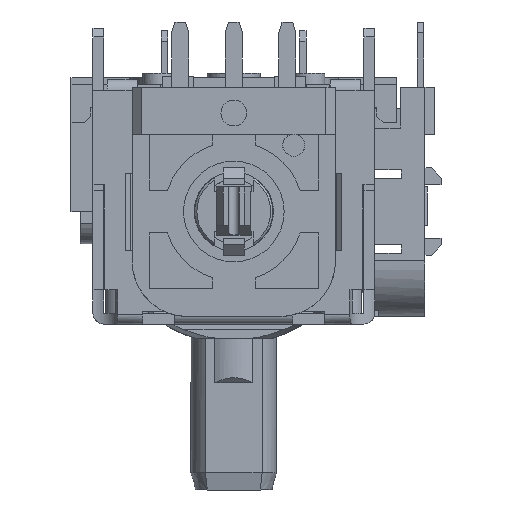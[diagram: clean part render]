
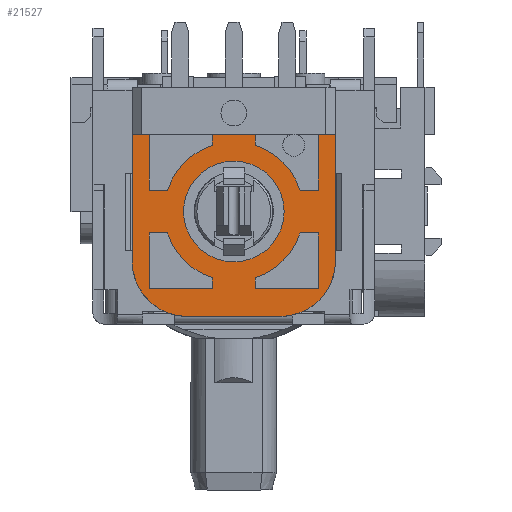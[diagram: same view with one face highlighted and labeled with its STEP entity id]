
A CAD part, front view. The second image highlights one B-rep face of the part: STEP entity #21527.
In plain terms, the highlighted planar face has unit normal (0, -1, 0).
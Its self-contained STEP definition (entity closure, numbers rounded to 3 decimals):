
#1619=LINE('',#34611,#4124);
#1622=LINE('',#34616,#4127);
#1630=LINE('',#34634,#4135);
#1668=LINE('',#34721,#4173);
#1669=LINE('',#34728,#4174);
#1670=LINE('',#34730,#4175);
#1671=LINE('',#34732,#4176);
#1672=LINE('',#34734,#4177);
#1673=LINE('',#34738,#4178);
#1674=LINE('',#34740,#4179);
#1675=LINE('',#34742,#4180);
#1676=LINE('',#34744,#4181);
#1677=LINE('',#34745,#4182);
#1678=LINE('',#34747,#4183);
#1679=LINE('',#34749,#4184);
#1680=LINE('',#34753,#4185);
#1681=LINE('',#34754,#4186);
#1682=LINE('',#34758,#4187);
#1683=LINE('',#34760,#4188);
#1684=LINE('',#34761,#4189);
#4124=VECTOR('',#26823,1000.);
#4127=VECTOR('',#26826,1000.);
#4135=VECTOR('',#26840,1000.);
#4173=VECTOR('',#26910,1000.);
#4174=VECTOR('',#26917,1000.);
#4175=VECTOR('',#26918,1000.);
#4176=VECTOR('',#26919,1000.);
#4177=VECTOR('',#26920,1000.);
#4178=VECTOR('',#26923,1000.);
#4179=VECTOR('',#26924,1000.);
#4180=VECTOR('',#26925,1000.);
#4181=VECTOR('',#26926,1000.);
#4182=VECTOR('',#26927,1000.);
#4183=VECTOR('',#26928,1000.);
#4184=VECTOR('',#26929,1000.);
#4185=VECTOR('',#26932,1000.);
#4186=VECTOR('',#26933,1000.);
#4187=VECTOR('',#26936,1000.);
#4188=VECTOR('',#26937,1000.);
#4189=VECTOR('',#26938,1000.);
#8207=ORIENTED_EDGE('',*,*,#13794,.F.);
#8208=ORIENTED_EDGE('',*,*,#13795,.F.);
#8209=ORIENTED_EDGE('',*,*,#13796,.T.);
#8210=ORIENTED_EDGE('',*,*,#13797,.T.);
#8211=ORIENTED_EDGE('',*,*,#13798,.T.);
#8212=ORIENTED_EDGE('',*,*,#13799,.T.);
#8213=ORIENTED_EDGE('',*,*,#13800,.F.);
#8214=ORIENTED_EDGE('',*,*,#13801,.T.);
#8215=ORIENTED_EDGE('',*,*,#13802,.T.);
#8216=ORIENTED_EDGE('',*,*,#13803,.T.);
#8217=ORIENTED_EDGE('',*,*,#13804,.T.);
#8218=ORIENTED_EDGE('',*,*,#13805,.F.);
#8219=ORIENTED_EDGE('',*,*,#13749,.T.);
#8220=ORIENTED_EDGE('',*,*,#13806,.T.);
#8221=ORIENTED_EDGE('',*,*,#13807,.T.);
#8222=ORIENTED_EDGE('',*,*,#13808,.F.);
#8223=ORIENTED_EDGE('',*,*,#13809,.T.);
#8224=ORIENTED_EDGE('',*,*,#13740,.T.);
#8225=ORIENTED_EDGE('',*,*,#13810,.T.);
#8226=ORIENTED_EDGE('',*,*,#13811,.F.);
#8227=ORIENTED_EDGE('',*,*,#13812,.T.);
#8228=ORIENTED_EDGE('',*,*,#13813,.T.);
#8229=ORIENTED_EDGE('',*,*,#13737,.T.);
#8230=ORIENTED_EDGE('',*,*,#13814,.T.);
#8231=ORIENTED_EDGE('',*,*,#13815,.F.);
#8232=ORIENTED_EDGE('',*,*,#13793,.F.);
#8233=ORIENTED_EDGE('',*,*,#13816,.F.);
#13737=EDGE_CURVE('',#16509,#16508,#1619,.T.);
#13740=EDGE_CURVE('',#16511,#16510,#1622,.T.);
#13749=EDGE_CURVE('',#16518,#16517,#1630,.T.);
#13793=EDGE_CURVE('',#16550,#16543,#1668,.T.);
#13794=EDGE_CURVE('',#16551,#16551,#17569,.T.);
#13795=EDGE_CURVE('',#16552,#16553,#17570,.T.);
#13796=EDGE_CURVE('',#16552,#16554,#1669,.T.);
#13797=EDGE_CURVE('',#16554,#16555,#1670,.T.);
#13798=EDGE_CURVE('',#16555,#16556,#1671,.T.);
#13799=EDGE_CURVE('',#16556,#16553,#1672,.T.);
#13800=EDGE_CURVE('',#16557,#16558,#17571,.T.);
#13801=EDGE_CURVE('',#16557,#16559,#1673,.T.);
#13802=EDGE_CURVE('',#16559,#16560,#1674,.T.);
#13803=EDGE_CURVE('',#16560,#16561,#1675,.T.);
#13804=EDGE_CURVE('',#16561,#16558,#1676,.T.);
#13805=EDGE_CURVE('',#16518,#16562,#1677,.T.);
#13806=EDGE_CURVE('',#16517,#16563,#1678,.T.);
#13807=EDGE_CURVE('',#16563,#16564,#1679,.T.);
#13808=EDGE_CURVE('',#16565,#16564,#17572,.T.);
#13809=EDGE_CURVE('',#16565,#16511,#1680,.T.);
#13810=EDGE_CURVE('',#16510,#16566,#1681,.T.);
#13811=EDGE_CURVE('',#16567,#16566,#17573,.T.);
#13812=EDGE_CURVE('',#16567,#16568,#1682,.T.);
#13813=EDGE_CURVE('',#16568,#16509,#1683,.T.);
#13814=EDGE_CURVE('',#16508,#16569,#1684,.T.);
#13815=EDGE_CURVE('',#16543,#16569,#17574,.T.);
#13816=EDGE_CURVE('',#16562,#16550,#17575,.T.);
#16508=VERTEX_POINT('',#34610);
#16509=VERTEX_POINT('',#34612);
#16510=VERTEX_POINT('',#34615);
#16511=VERTEX_POINT('',#34617);
#16517=VERTEX_POINT('',#34633);
#16518=VERTEX_POINT('',#34635);
#16543=VERTEX_POINT('',#34707);
#16550=VERTEX_POINT('',#34720);
#16551=VERTEX_POINT('',#34724);
#16552=VERTEX_POINT('',#34726);
#16553=VERTEX_POINT('',#34727);
#16554=VERTEX_POINT('',#34729);
#16555=VERTEX_POINT('',#34731);
#16556=VERTEX_POINT('',#34733);
#16557=VERTEX_POINT('',#34736);
#16558=VERTEX_POINT('',#34737);
#16559=VERTEX_POINT('',#34739);
#16560=VERTEX_POINT('',#34741);
#16561=VERTEX_POINT('',#34743);
#16562=VERTEX_POINT('',#34746);
#16563=VERTEX_POINT('',#34748);
#16564=VERTEX_POINT('',#34750);
#16565=VERTEX_POINT('',#34752);
#16566=VERTEX_POINT('',#34755);
#16567=VERTEX_POINT('',#34757);
#16568=VERTEX_POINT('',#34759);
#16569=VERTEX_POINT('',#34762);
#17569=CIRCLE('',#23029,2.35);
#17570=CIRCLE('',#23030,3.25);
#17571=CIRCLE('',#23031,3.25);
#17572=CIRCLE('',#23032,3.25);
#17573=CIRCLE('',#23033,3.25);
#17574=CIRCLE('',#23034,2.6);
#17575=CIRCLE('',#23035,2.6);
#18251=EDGE_LOOP('',(#8207));
#18252=EDGE_LOOP('',(#8208,#8209,#8210,#8211,#8212));
#18253=EDGE_LOOP('',(#8213,#8214,#8215,#8216,#8217));
#18254=EDGE_LOOP('',(#8218,#8219,#8220,#8221,#8222,#8223,#8224,#8225,#8226,
#8227,#8228,#8229,#8230,#8231,#8232,#8233));
#19495=FACE_BOUND('',#18251,.T.);
#19496=FACE_BOUND('',#18252,.T.);
#19497=FACE_BOUND('',#18253,.T.);
#19498=FACE_BOUND('',#18254,.T.);
#20552=PLANE('',#23028);
#21527=ADVANCED_FACE('',(#19495,#19496,#19497,#19498),#20552,.T.);
#23028=AXIS2_PLACEMENT_3D('',#34722,#26911,#26912);
#23029=AXIS2_PLACEMENT_3D('',#34723,#26913,#26914);
#23030=AXIS2_PLACEMENT_3D('',#34725,#26915,#26916);
#23031=AXIS2_PLACEMENT_3D('',#34735,#26921,#26922);
#23032=AXIS2_PLACEMENT_3D('',#34751,#26930,#26931);
#23033=AXIS2_PLACEMENT_3D('',#34756,#26934,#26935);
#23034=AXIS2_PLACEMENT_3D('',#34763,#26939,#26940);
#23035=AXIS2_PLACEMENT_3D('',#34764,#26941,#26942);
#26823=DIRECTION('',(-1.,0.,0.));
#26826=DIRECTION('',(-1.,0.,0.));
#26840=DIRECTION('',(-1.,0.,0.));
#26910=DIRECTION('',(-1.,0.,0.));
#26911=DIRECTION('',(0.,-1.,0.));
#26912=DIRECTION('',(0.,0.,-1.));
#26913=DIRECTION('',(0.,-1.,0.));
#26914=DIRECTION('',(0.,0.,-1.));
#26915=DIRECTION('',(0.,1.,0.));
#26916=DIRECTION('',(0.,0.,-1.));
#26917=DIRECTION('',(0.,0.,-1.));
#26918=DIRECTION('',(-1.,0.,0.));
#26919=DIRECTION('',(0.,0.,1.));
#26920=DIRECTION('',(1.,0.,0.));
#26921=DIRECTION('',(0.,1.,0.));
#26922=DIRECTION('',(0.,0.,-1.));
#26923=DIRECTION('',(1.,0.,0.));
#26924=DIRECTION('',(0.,0.,-1.));
#26925=DIRECTION('',(-1.,0.,0.));
#26926=DIRECTION('',(0.,0.,1.));
#26927=DIRECTION('',(0.,0.,-1.));
#26928=DIRECTION('',(0.,0.,-1.));
#26929=DIRECTION('',(-1.,0.,0.));
#26930=DIRECTION('',(0.,1.,0.));
#26931=DIRECTION('',(0.,0.,-1.));
#26932=DIRECTION('',(0.,0.,1.));
#26933=DIRECTION('',(0.,0.,-1.));
#26934=DIRECTION('',(0.,1.,0.));
#26935=DIRECTION('',(0.,0.,-1.));
#26936=DIRECTION('',(-1.,0.,0.));
#26937=DIRECTION('',(0.,0.,1.));
#26938=DIRECTION('',(0.,0.,-1.));
#26939=DIRECTION('',(0.,1.,0.));
#26940=DIRECTION('',(0.,0.,-1.));
#26941=DIRECTION('',(0.,1.,0.));
#26942=DIRECTION('',(0.,0.,-1.));
#34610=CARTESIAN_POINT('',(-4.75,-8.925,3.6));
#34611=CARTESIAN_POINT('',(0.,-8.925,3.6));
#34612=CARTESIAN_POINT('',(-3.95,-8.925,3.6));
#34615=CARTESIAN_POINT('',(-1.,-8.925,3.6));
#34616=CARTESIAN_POINT('',(0.,-8.925,3.6));
#34617=CARTESIAN_POINT('',(1.,-8.925,3.6));
#34633=CARTESIAN_POINT('',(3.95,-8.925,3.6));
#34634=CARTESIAN_POINT('',(0.,-8.925,3.6));
#34635=CARTESIAN_POINT('',(4.75,-8.925,3.6));
#34707=CARTESIAN_POINT('',(-2.15,-8.925,-4.9));
#34720=CARTESIAN_POINT('',(2.15,-8.925,-4.9));
#34721=CARTESIAN_POINT('',(6.575,-8.925,-4.9));
#34722=CARTESIAN_POINT('',(0.,-8.925,0.));
#34723=CARTESIAN_POINT('',(0.,-8.925,0.));
#34724=CARTESIAN_POINT('',(0.,-8.925,-2.35));
#34725=CARTESIAN_POINT('',(0.,-8.925,0.));
#34726=CARTESIAN_POINT('',(-1.,-8.925,-3.092));
#34727=CARTESIAN_POINT('',(-3.092,-8.925,-1.));
#34728=CARTESIAN_POINT('',(-1.,-8.925,0.));
#34729=CARTESIAN_POINT('',(-1.,-8.925,-3.6));
#34730=CARTESIAN_POINT('',(0.,-8.925,-3.6));
#34731=CARTESIAN_POINT('',(-3.95,-8.925,-3.6));
#34732=CARTESIAN_POINT('',(-3.95,-8.925,0.));
#34733=CARTESIAN_POINT('',(-3.95,-8.925,-1.));
#34734=CARTESIAN_POINT('',(0.,-8.925,-1.));
#34735=CARTESIAN_POINT('',(0.,-8.925,0.));
#34736=CARTESIAN_POINT('',(3.092,-8.925,-1.));
#34737=CARTESIAN_POINT('',(1.,-8.925,-3.092));
#34738=CARTESIAN_POINT('',(0.,-8.925,-1.));
#34739=CARTESIAN_POINT('',(3.95,-8.925,-1.));
#34740=CARTESIAN_POINT('',(3.95,-8.925,0.));
#34741=CARTESIAN_POINT('',(3.95,-8.925,-3.6));
#34742=CARTESIAN_POINT('',(0.,-8.925,-3.6));
#34743=CARTESIAN_POINT('',(1.,-8.925,-3.6));
#34744=CARTESIAN_POINT('',(1.,-8.925,0.));
#34745=CARTESIAN_POINT('',(4.75,-8.925,-2.3));
#34746=CARTESIAN_POINT('',(4.75,-8.925,-2.3));
#34747=CARTESIAN_POINT('',(3.95,-8.925,0.));
#34748=CARTESIAN_POINT('',(3.95,-8.925,1.));
#34749=CARTESIAN_POINT('',(0.,-8.925,1.));
#34750=CARTESIAN_POINT('',(3.092,-8.925,1.));
#34751=CARTESIAN_POINT('',(0.,-8.925,0.));
#34752=CARTESIAN_POINT('',(1.,-8.925,3.092));
#34753=CARTESIAN_POINT('',(1.,-8.925,0.));
#34754=CARTESIAN_POINT('',(-1.,-8.925,0.));
#34755=CARTESIAN_POINT('',(-1.,-8.925,3.092));
#34756=CARTESIAN_POINT('',(0.,-8.925,0.));
#34757=CARTESIAN_POINT('',(-3.092,-8.925,1.));
#34758=CARTESIAN_POINT('',(0.,-8.925,1.));
#34759=CARTESIAN_POINT('',(-3.95,-8.925,1.));
#34760=CARTESIAN_POINT('',(-3.95,-8.925,0.));
#34761=CARTESIAN_POINT('',(-4.75,-8.925,0.));
#34762=CARTESIAN_POINT('',(-4.75,-8.925,-2.3));
#34763=CARTESIAN_POINT('',(-2.15,-8.925,-2.3));
#34764=CARTESIAN_POINT('',(2.15,-8.925,-2.3));
